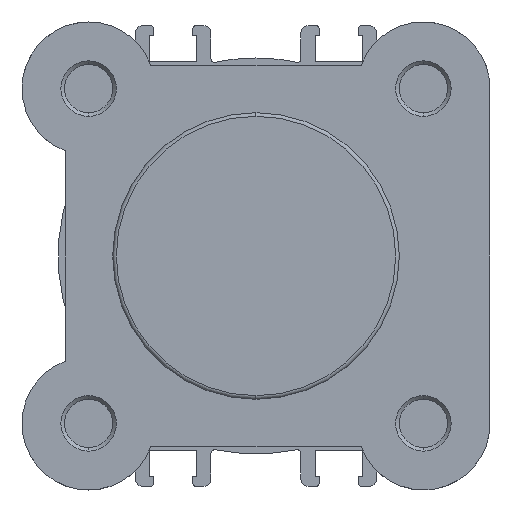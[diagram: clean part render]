
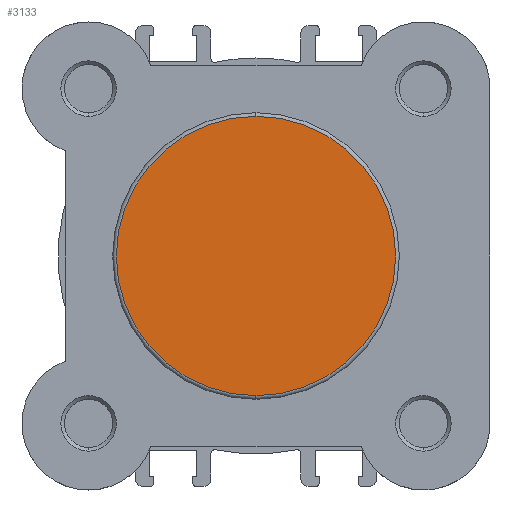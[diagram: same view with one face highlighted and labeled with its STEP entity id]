
A CAD part, left-side view. The second image highlights one B-rep face of the part: STEP entity #3133.
In plain terms, the highlighted planar face has unit normal (-1, 0, 0).
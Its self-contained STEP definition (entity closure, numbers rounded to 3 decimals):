
#283 = CARTESIAN_POINT ( 'NONE',  ( 0., 0., -19.4 ) ) ;
#287 = CARTESIAN_POINT ( 'NONE',  ( 0., 0., 19.4 ) ) ;
#1134 = CARTESIAN_POINT ( 'NONE',  ( 0., 0., 0. ) ) ;
#1141 = DIRECTION ( 'NONE',  ( -1., 0., 0. ) ) ;
#1142 = DIRECTION ( 'NONE',  ( 0., 0., -1. ) ) ;
#1223 = CARTESIAN_POINT ( 'NONE',  ( 0., 0., 0. ) ) ;
#1233 = DIRECTION ( 'NONE',  ( -1., 0., 0. ) ) ;
#1234 = DIRECTION ( 'NONE',  ( 0., 0., -1. ) ) ;
#1623 = CIRCLE ( 'NONE', #6048, 19.4 ) ;
#1676 = CIRCLE ( 'NONE', #6067, 19.4 ) ;
#3133 = ADVANCED_FACE ( 'NONE', ( #3768 ), #4964, .F. ) ;
#3768 = FACE_OUTER_BOUND ( 'NONE', #7357, .T. ) ;
#4963 = CARTESIAN_POINT ( 'NONE',  ( 0., 19.9, 0. ) ) ;
#4964 = PLANE ( 'NONE',  #5802 ) ;
#4965 = DIRECTION ( 'NONE',  ( 1., 0., 0. ) ) ;
#4966 = DIRECTION ( 'NONE',  ( 0., 0., -1. ) ) ;
#5802 = AXIS2_PLACEMENT_3D ( 'NONE', #4963, #4965, #4966 ) ;
#6048 = AXIS2_PLACEMENT_3D ( 'NONE', #1134, #1141, #1142 ) ;
#6067 = AXIS2_PLACEMENT_3D ( 'NONE', #1223, #1233, #1234 ) ;
#6169 = ORIENTED_EDGE ( 'NONE', *, *, #7158, .T. ) ;
#6350 = ORIENTED_EDGE ( 'NONE', *, *, #7121, .T. ) ;
#6399 = VERTEX_POINT ( 'NONE', #283 ) ;
#6403 = VERTEX_POINT ( 'NONE', #287 ) ;
#7121 = EDGE_CURVE ( 'NONE', #6399, #6403, #1623, .T. ) ;
#7158 = EDGE_CURVE ( 'NONE', #6403, #6399, #1676, .T. ) ;
#7357 = EDGE_LOOP ( 'NONE', ( #6350, #6169 ) ) ;
